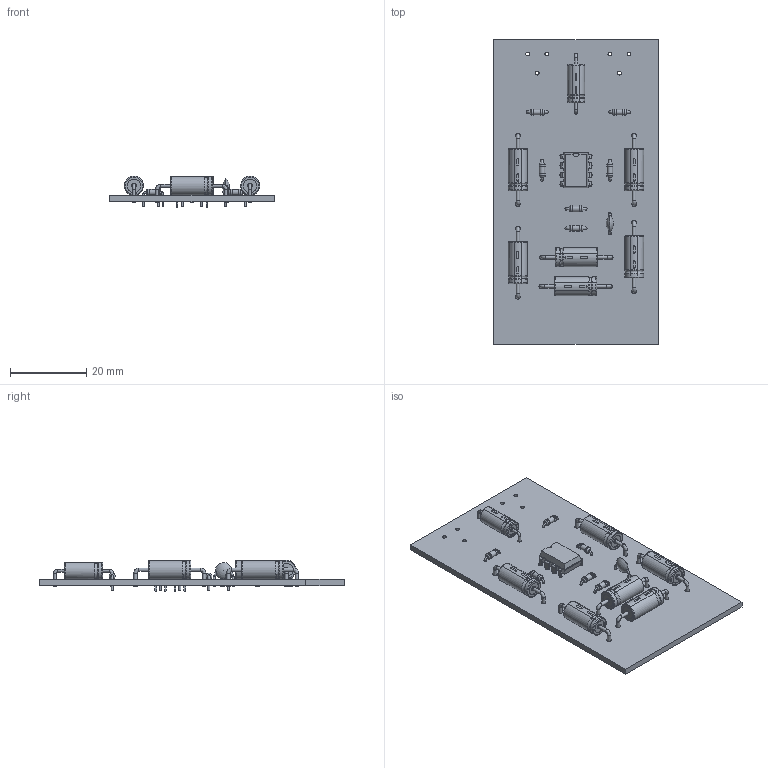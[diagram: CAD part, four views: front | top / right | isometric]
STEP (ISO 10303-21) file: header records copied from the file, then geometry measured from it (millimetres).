
FILE_DESCRIPTION(('KiCad electronic assembly'),'2;1');
FILE_NAME('Velleman PreAmplifier K2572.step','2020-02-07T08:03:42',( 'An Author'),('A Company'),'Open CASCADE STEP processor 6.9', 'KiCad to STEP converter','Unknown');
FILE_SCHEMA(('AUTOMOTIVE_DESIGN { 1 0 10303 214 1 1 1 1 }'));
Length unit declared in the file: millimetre
Products named in the file (12): Open CASCADE STEP translator 6.9 1; CP_Axial_L10.0mm_D4.5mm_P15.00mm_Horizontal; SOLID; DIP-8_W7.62mm; R_Axial_DIN0204_L3.6mm_D1.6mm_P5.08mm_Horizontal; CP_Axial_L11.0mm_D5.0mm_P18.00mm_Horizontal; C_Disc_D4.3mm_W1.9mm_P5.00mm; COMPOUND
Assembly tree (21 placements, depth 3):
  Open CASCADE STEP translator 6.9 1
    CP_Axial_L10.0mm_D4.5mm_P15.00mm_Horizontal
      SOLID
    DIP-8_W7.62mm
      SOLID
    R_Axial_DIN0204_L3.6mm_D1.6mm_P5.08mm_Horizontal  x6
      SOLID
    CP_Axial_L11.0mm_D5.0mm_P18.00mm_Horizontal  x6
      SOLID
    C_Disc_D4.3mm_W1.9mm_P5.00mm
      SOLID
    COMPOUND
Bounding box: 43.18 x 80.01 x 8.31 mm (x, y, z)
Volume: 7211.1 mm3; surface area: 9869.9 mm2
Topology: 16 solids, 23 shells, 746 faces, 1830 edges, 1187 vertices
Faces by surface type: plane 332, cylinder 282, bspline 48, revolution 44, torus 38, sphere 2
Full cylindrical faces by diameter (mm): 0.5 x16, 0.7 x17, 0.8 x10, 0.9 x30, 1 x8, 1.125 x2, 1.2 x12, 1.25 x12, 1.44 x6, 1.6 x12
Entity records: 30709 total; most frequent: CARTESIAN_POINT 10034, DIRECTION 3391, LINE 1947, VECTOR 1947, ORIENTED_EDGE 1816, PCURVE 1816, DEFINITIONAL_REPRESENTATION 1816, EDGE_CURVE 908
